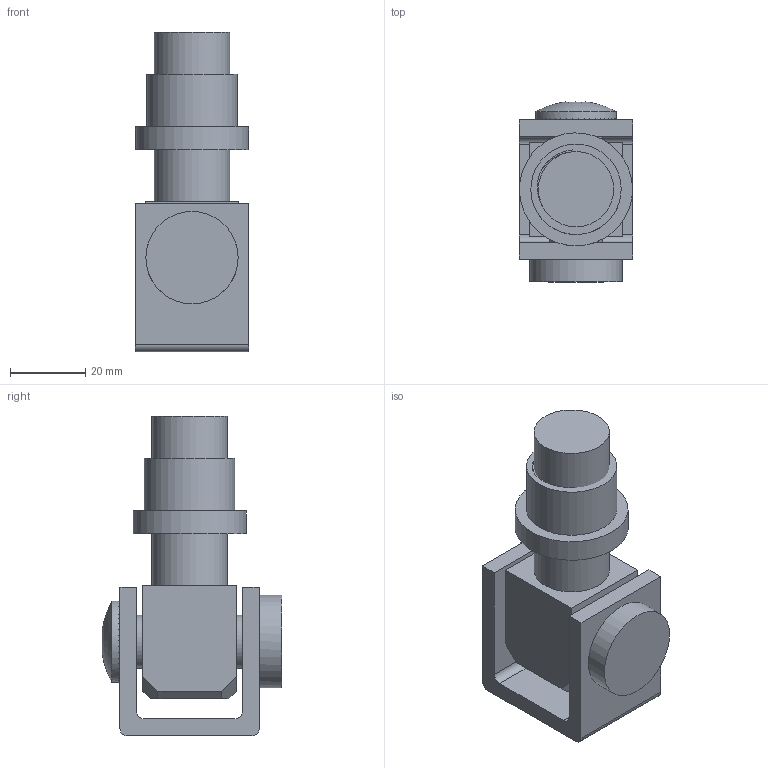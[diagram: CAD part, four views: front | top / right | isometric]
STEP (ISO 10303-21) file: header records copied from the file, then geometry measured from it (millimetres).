
FILE_DESCRIPTION (( 'STEP AP203' ), '1' );
FILE_NAME ('120-M20-V4A.STEP', '2021-11-24T11:41:00', ( '' ), ( '' ), 'SwSTEP 2.0', 'SolidWorks 2018', '' );
FILE_SCHEMA (( 'CONFIG_CONTROL_DESIGN' ));
Length unit declared in the file: millimetre
Products named in the file (12): 120-M20-V4A Teil 2; 120-M20-V4A; 120-M20-V4A Teil1_120-M20-V4A Teil 1; 120-M20-V4A Teil 5; 120-M20-V4A Teil3; 120-M20-V4A Teil4; 120-M20-V4A Teil1
Assembly tree (8 placements, depth 2):
  120-M20-V4A Teil 2
  120-M20-V4A
    120-M20-V4A Teil 2
    120-M20-V4A Teil 5
    120-M20-V4A Teil1_120-M20-V4A Teil 1
    120-M20-V4A Teil3
    120-M20-V4A Teil4
  120-M20-V4A Teil4
  120-M20-V4A
    120-M20-V4A Teil 5
    120-M20-V4A Teil3
    120-M20-V4A Teil1
Bounding box: 30 x 47.75 x 84.87 mm (x, y, z)
Volume: 54619.2 mm3; surface area: 24878.1 mm2
Topology: 5 solids, 5 shells, 669 faces, 1781 edges, 1162 vertices
Faces by surface type: plane 482, bspline 156, cylinder 28, torus 2, cone 1
Full cylindrical faces by diameter (mm): 6.8 x1, 7 x11, 8.5 x1, 14 x2, 15 x1, 20 x1, 21.5 x1, 24 x1, 24.5 x1, 30 x1
Entity records: 32383 total; most frequent: CARTESIAN_POINT 16104, ORIENTED_EDGE 3452, DIRECTION 2508, EDGE_CURVE 1726, LINE 1234, VECTOR 1234, VERTEX_POINT 1128, EDGE_LOOP 718
